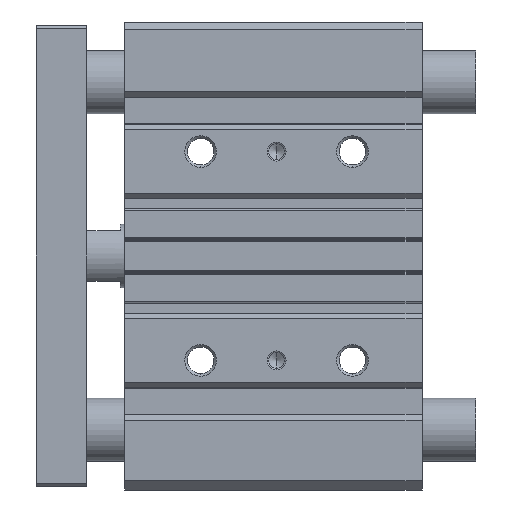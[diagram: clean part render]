
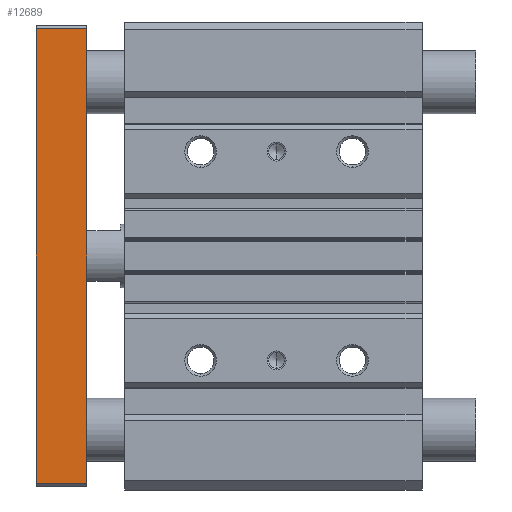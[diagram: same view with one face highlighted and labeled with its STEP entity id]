
A CAD part, front view. The second image highlights one B-rep face of the part: STEP entity #12689.
In plain terms, the highlighted planar face has unit normal (0, -1, 0).
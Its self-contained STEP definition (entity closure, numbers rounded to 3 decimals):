
#1444 = VECTOR ( 'NONE', #1644, 1000. ) ;
#1580 = CARTESIAN_POINT ( 'NONE',  ( -12., -30., 71.8 ) ) ;
#1644 = DIRECTION ( 'NONE',  ( -1., 0., 0. ) ) ;
#1782 = VERTEX_POINT ( 'NONE', #2759 ) ;
#2578 = EDGE_CURVE ( 'NONE', #1782, #7614, #2795, .T. ) ;
#2697 = DIRECTION ( 'NONE',  ( 0., 0., -1. ) ) ;
#2759 = CARTESIAN_POINT ( 'NONE',  ( -12., -30., 71.8 ) ) ;
#2762 = DIRECTION ( 'NONE',  ( 0., 0., -1. ) ) ;
#2795 = LINE ( 'NONE', #1580, #12941 ) ;
#2867 = ORIENTED_EDGE ( 'NONE', *, *, #6650, .F. ) ;
#2891 = CARTESIAN_POINT ( 'NONE',  ( -12., -30., 0. ) ) ;
#3556 = AXIS2_PLACEMENT_3D ( 'NONE', #11685, #3843, #2697 ) ;
#3843 = DIRECTION ( 'NONE',  ( 0., -1., 0. ) ) ;
#5250 = VECTOR ( 'NONE', #11820, 1000. ) ;
#5348 = CARTESIAN_POINT ( 'NONE',  ( -28., -30., -71.8 ) ) ;
#5384 = VECTOR ( 'NONE', #2762, 1000. ) ;
#5757 = CARTESIAN_POINT ( 'NONE',  ( -12., -30., -71.8 ) ) ;
#6557 = ORIENTED_EDGE ( 'NONE', *, *, #9250, .F. ) ;
#6650 = EDGE_CURVE ( 'NONE', #11032, #8297, #12958, .T. ) ;
#6691 = FACE_OUTER_BOUND ( 'NONE', #10696, .T. ) ;
#7069 = CARTESIAN_POINT ( 'NONE',  ( -28., -30., 71.8 ) ) ;
#7614 = VERTEX_POINT ( 'NONE', #7069 ) ;
#8297 = VERTEX_POINT ( 'NONE', #5348 ) ;
#8714 = LINE ( 'NONE', #9698, #5250 ) ;
#8853 = ORIENTED_EDGE ( 'NONE', *, *, #12361, .T. ) ;
#8978 = CARTESIAN_POINT ( 'NONE',  ( -12., -30., -71.8 ) ) ;
#9250 = EDGE_CURVE ( 'NONE', #1782, #11032, #10941, .T. ) ;
#9698 = CARTESIAN_POINT ( 'NONE',  ( -28., -30., 71.8 ) ) ;
#9886 = PLANE ( 'NONE',  #3556 ) ;
#10696 = EDGE_LOOP ( 'NONE', ( #6557, #12321, #8853, #2867 ) ) ;
#10941 = LINE ( 'NONE', #2891, #5384 ) ;
#11032 = VERTEX_POINT ( 'NONE', #5757 ) ;
#11685 = CARTESIAN_POINT ( 'NONE',  ( -12., -30., 71.8 ) ) ;
#11820 = DIRECTION ( 'NONE',  ( 0., 0., -1. ) ) ;
#12321 = ORIENTED_EDGE ( 'NONE', *, *, #2578, .T. ) ;
#12361 = EDGE_CURVE ( 'NONE', #7614, #8297, #8714, .T. ) ;
#12689 = ADVANCED_FACE ( 'NONE', ( #6691 ), #9886, .T. ) ;
#12825 = DIRECTION ( 'NONE',  ( -1., 0., 0. ) ) ;
#12941 = VECTOR ( 'NONE', #12825, 1000. ) ;
#12958 = LINE ( 'NONE', #8978, #1444 ) ;
